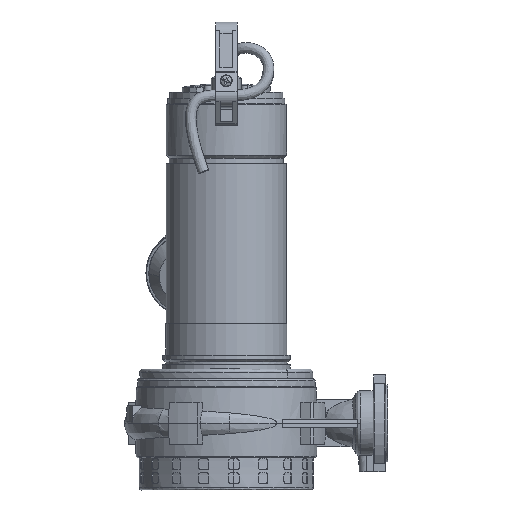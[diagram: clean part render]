
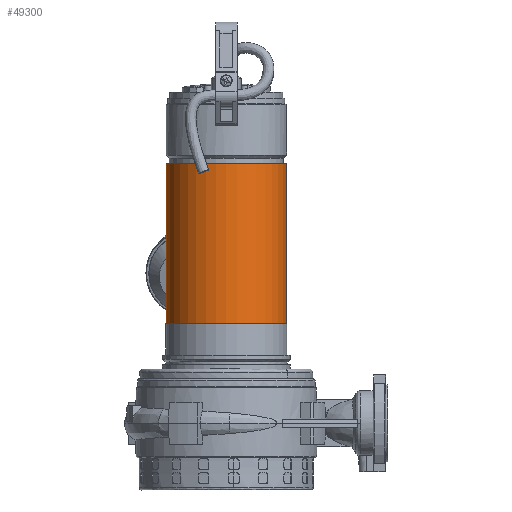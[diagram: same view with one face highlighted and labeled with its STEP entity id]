
A CAD part, front view. The second image highlights one B-rep face of the part: STEP entity #49300.
In plain terms, the highlighted cylindrical face has radius 56 mm (diameter 112 mm), a partial arc.
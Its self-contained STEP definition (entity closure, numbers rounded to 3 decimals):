
#418 = VERTEX_POINT ( 'NONE', #69658 ) ;
#447 = DIRECTION ( 'NONE',  ( 0., -1., 0. ) ) ;
#940 = DIRECTION ( 'NONE',  ( 0., 0., -1. ) ) ;
#1270 = LINE ( 'NONE', #75481, #28089 ) ;
#3520 = CARTESIAN_POINT ( 'NONE',  ( 0., 51., -56. ) ) ;
#9789 = DIRECTION ( 'NONE',  ( 0., 1., 0. ) ) ;
#13702 = CIRCLE ( 'NONE', #26828, 56. ) ;
#15663 = VECTOR ( 'NONE', #49182, 1000. ) ;
#19199 = VERTEX_POINT ( 'NONE', #52485 ) ;
#20650 = DIRECTION ( 'NONE',  ( 0., 0., -1. ) ) ;
#22360 = EDGE_LOOP ( 'NONE', ( #69442, #31746, #72304, #35757 ) ) ;
#23373 = LINE ( 'NONE', #24179, #15663 ) ;
#24179 = CARTESIAN_POINT ( 'NONE',  ( 0., 200., 56. ) ) ;
#26828 = AXIS2_PLACEMENT_3D ( 'NONE', #61757, #44538, #69537 ) ;
#27605 = DIRECTION ( 'NONE',  ( 0., -1., 0. ) ) ;
#28089 = VECTOR ( 'NONE', #447, 1000. ) ;
#31746 = ORIENTED_EDGE ( 'NONE', *, *, #40694, .T. ) ;
#33320 = AXIS2_PLACEMENT_3D ( 'NONE', #69396, #9789, #940 ) ;
#35757 = ORIENTED_EDGE ( 'NONE', *, *, #56111, .F. ) ;
#37377 = CARTESIAN_POINT ( 'NONE',  ( 0., 51., 56. ) ) ;
#40694 = EDGE_CURVE ( 'NONE', #418, #55995, #23373, .T. ) ;
#43768 = CIRCLE ( 'NONE', #33320, 56. ) ;
#44538 = DIRECTION ( 'NONE',  ( 0., -1., 0. ) ) ;
#44757 = VERTEX_POINT ( 'NONE', #3520 ) ;
#46052 = CARTESIAN_POINT ( 'NONE',  ( 0., 200., 0. ) ) ;
#48166 = EDGE_CURVE ( 'NONE', #55995, #44757, #43768, .T. ) ;
#49182 = DIRECTION ( 'NONE',  ( 0., -1., 0. ) ) ;
#49300 = ADVANCED_FACE ( 'NONE', ( #71439 ), #76785, .T. ) ;
#49915 = EDGE_CURVE ( 'NONE', #19199, #418, #13702, .T. ) ;
#52485 = CARTESIAN_POINT ( 'NONE',  ( 0., 200., -56. ) ) ;
#55995 = VERTEX_POINT ( 'NONE', #37377 ) ;
#56111 = EDGE_CURVE ( 'NONE', #19199, #44757, #1270, .T. ) ;
#61757 = CARTESIAN_POINT ( 'NONE',  ( 0., 200., 0. ) ) ;
#69396 = CARTESIAN_POINT ( 'NONE',  ( 0., 51., 0. ) ) ;
#69442 = ORIENTED_EDGE ( 'NONE', *, *, #49915, .T. ) ;
#69537 = DIRECTION ( 'NONE',  ( 0., 0., -1. ) ) ;
#69658 = CARTESIAN_POINT ( 'NONE',  ( 0., 200., 56. ) ) ;
#71439 = FACE_OUTER_BOUND ( 'NONE', #22360, .T. ) ;
#72304 = ORIENTED_EDGE ( 'NONE', *, *, #48166, .T. ) ;
#75481 = CARTESIAN_POINT ( 'NONE',  ( 0., 200., -56. ) ) ;
#76785 = CYLINDRICAL_SURFACE ( 'NONE', #80471, 56. ) ;
#80471 = AXIS2_PLACEMENT_3D ( 'NONE', #46052, #27605, #20650 ) ;
